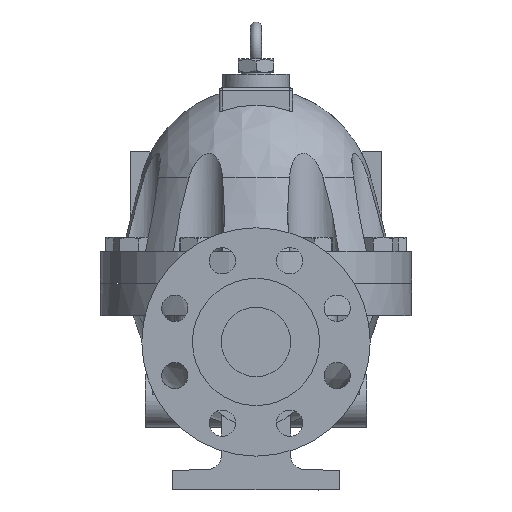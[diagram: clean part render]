
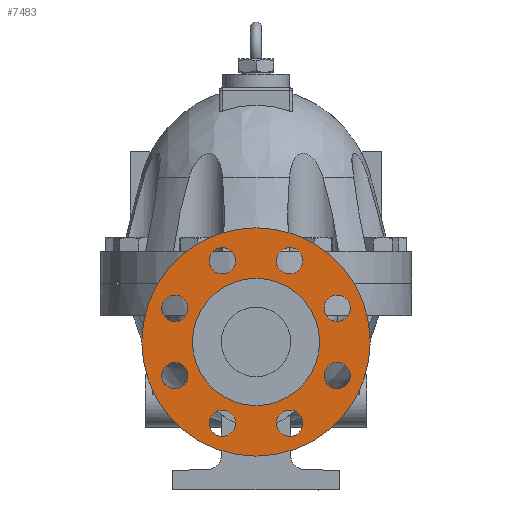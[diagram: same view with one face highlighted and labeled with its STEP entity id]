
A CAD part, left-side view. The second image highlights one B-rep face of the part: STEP entity #7483.
In plain terms, the highlighted planar face has unit normal (-1, 0, 0).
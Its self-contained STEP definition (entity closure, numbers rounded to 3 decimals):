
#1411=PLANE('',#7981);
#1655=FACE_BOUND('',#2259,.T.);
#1656=FACE_BOUND('',#2260,.T.);
#1657=FACE_BOUND('',#2261,.T.);
#1658=FACE_BOUND('',#2262,.T.);
#1659=FACE_BOUND('',#2263,.T.);
#1660=FACE_BOUND('',#2264,.T.);
#1661=FACE_BOUND('',#2265,.T.);
#1662=FACE_BOUND('',#2266,.T.);
#1663=FACE_BOUND('',#2267,.T.);
#1766=FACE_OUTER_BOUND('',#2258,.T.);
#2258=EDGE_LOOP('',(#5091));
#2259=EDGE_LOOP('',(#5092));
#2260=EDGE_LOOP('',(#5093));
#2261=EDGE_LOOP('',(#5094));
#2262=EDGE_LOOP('',(#5095));
#2263=EDGE_LOOP('',(#5096));
#2264=EDGE_LOOP('',(#5097));
#2265=EDGE_LOOP('',(#5098));
#2266=EDGE_LOOP('',(#5099));
#2267=EDGE_LOOP('',(#5100));
#2818=CIRCLE('',#7951,9.5);
#2820=CIRCLE('',#7954,9.5);
#2822=CIRCLE('',#7957,9.5);
#2824=CIRCLE('',#7960,9.5);
#2826=CIRCLE('',#7963,9.5);
#2828=CIRCLE('',#7966,9.5);
#2830=CIRCLE('',#7969,9.5);
#2832=CIRCLE('',#7972,9.5);
#2837=CIRCLE('',#7980,45.95);
#2838=CIRCLE('',#7982,82.5);
#3161=VERTEX_POINT('',#10851);
#3163=VERTEX_POINT('',#10856);
#3165=VERTEX_POINT('',#10861);
#3167=VERTEX_POINT('',#10866);
#3169=VERTEX_POINT('',#10871);
#3171=VERTEX_POINT('',#10876);
#3173=VERTEX_POINT('',#10881);
#3175=VERTEX_POINT('',#10886);
#3180=VERTEX_POINT('',#10899);
#3181=VERTEX_POINT('',#10902);
#3914=EDGE_CURVE('',#3161,#3161,#2818,.T.);
#3916=EDGE_CURVE('',#3163,#3163,#2820,.T.);
#3918=EDGE_CURVE('',#3165,#3165,#2822,.T.);
#3920=EDGE_CURVE('',#3167,#3167,#2824,.T.);
#3922=EDGE_CURVE('',#3169,#3169,#2826,.T.);
#3924=EDGE_CURVE('',#3171,#3171,#2828,.T.);
#3926=EDGE_CURVE('',#3173,#3173,#2830,.T.);
#3928=EDGE_CURVE('',#3175,#3175,#2832,.T.);
#3933=EDGE_CURVE('',#3180,#3180,#2837,.T.);
#3934=EDGE_CURVE('',#3181,#3181,#2838,.T.);
#5091=ORIENTED_EDGE('',*,*,#3934,.T.);
#5092=ORIENTED_EDGE('',*,*,#3914,.T.);
#5093=ORIENTED_EDGE('',*,*,#3916,.T.);
#5094=ORIENTED_EDGE('',*,*,#3918,.T.);
#5095=ORIENTED_EDGE('',*,*,#3920,.T.);
#5096=ORIENTED_EDGE('',*,*,#3922,.T.);
#5097=ORIENTED_EDGE('',*,*,#3924,.T.);
#5098=ORIENTED_EDGE('',*,*,#3926,.T.);
#5099=ORIENTED_EDGE('',*,*,#3928,.T.);
#5100=ORIENTED_EDGE('',*,*,#3933,.F.);
#7483=ADVANCED_FACE('',(#1766,#1655,#1656,#1657,#1658,#1659,#1660,#1661,
#1662,#1663),#1411,.F.);
#7951=AXIS2_PLACEMENT_3D('',#10852,#8770,#8771);
#7954=AXIS2_PLACEMENT_3D('',#10857,#8776,#8777);
#7957=AXIS2_PLACEMENT_3D('',#10862,#8782,#8783);
#7960=AXIS2_PLACEMENT_3D('',#10867,#8788,#8789);
#7963=AXIS2_PLACEMENT_3D('',#10872,#8794,#8795);
#7966=AXIS2_PLACEMENT_3D('',#10877,#8800,#8801);
#7969=AXIS2_PLACEMENT_3D('',#10882,#8806,#8807);
#7972=AXIS2_PLACEMENT_3D('',#10887,#8812,#8813);
#7980=AXIS2_PLACEMENT_3D('',#10900,#8828,#8829);
#7981=AXIS2_PLACEMENT_3D('',#10901,#8830,#8831);
#7982=AXIS2_PLACEMENT_3D('',#10903,#8832,#8833);
#8770=DIRECTION('center_axis',(1.,0.,0.));
#8771=DIRECTION('ref_axis',(0.,0.707,-0.707));
#8776=DIRECTION('center_axis',(1.,0.,0.));
#8777=DIRECTION('ref_axis',(0.,1.,0.));
#8782=DIRECTION('center_axis',(1.,0.,0.));
#8783=DIRECTION('ref_axis',(0.,0.707,0.707));
#8788=DIRECTION('center_axis',(1.,0.,0.));
#8789=DIRECTION('ref_axis',(0.,0.,1.));
#8794=DIRECTION('center_axis',(1.,0.,0.));
#8795=DIRECTION('ref_axis',(0.,-0.707,0.707));
#8800=DIRECTION('center_axis',(1.,0.,0.));
#8801=DIRECTION('ref_axis',(0.,-1.,0.));
#8806=DIRECTION('center_axis',(1.,0.,0.));
#8807=DIRECTION('ref_axis',(0.,-0.707,-0.707));
#8812=DIRECTION('center_axis',(1.,0.,0.));
#8813=DIRECTION('ref_axis',(0.,0.,-1.));
#8828=DIRECTION('center_axis',(-1.,0.,0.));
#8829=DIRECTION('ref_axis',(0.,0.,1.));
#8830=DIRECTION('center_axis',(1.,0.,0.));
#8831=DIRECTION('ref_axis',(0.,0.,-1.));
#8832=DIRECTION('center_axis',(-1.,0.,0.));
#8833=DIRECTION('ref_axis',(0.,0.,1.));
#10851=CARTESIAN_POINT('',(-288.6,-17.583,9.949));
#10852=CARTESIAN_POINT('Origin',(-288.6,-24.3,16.666));
#10856=CARTESIAN_POINT('',(-288.6,-49.166,-17.7));
#10857=CARTESIAN_POINT('Origin',(-288.6,-58.666,-17.7));
#10861=CARTESIAN_POINT('',(-288.6,-51.949,-59.583));
#10862=CARTESIAN_POINT('Origin',(-288.6,-58.666,-66.3));
#10866=CARTESIAN_POINT('',(-288.6,-24.3,-91.166));
#10867=CARTESIAN_POINT('Origin',(-288.6,-24.3,-100.666));
#10871=CARTESIAN_POINT('',(-288.6,17.583,-93.949));
#10872=CARTESIAN_POINT('Origin',(-288.6,24.3,-100.666));
#10876=CARTESIAN_POINT('',(-288.6,49.166,-66.3));
#10877=CARTESIAN_POINT('Origin',(-288.6,58.666,-66.3));
#10881=CARTESIAN_POINT('',(-288.6,51.949,-24.417));
#10882=CARTESIAN_POINT('Origin',(-288.6,58.666,-17.7));
#10886=CARTESIAN_POINT('',(-288.6,24.3,7.166));
#10887=CARTESIAN_POINT('Origin',(-288.6,24.3,16.666));
#10899=CARTESIAN_POINT('',(-288.6,0.,3.95));
#10900=CARTESIAN_POINT('Origin',(-288.6,0.,-42.));
#10901=CARTESIAN_POINT('Origin',(-288.6,0.,40.5));
#10902=CARTESIAN_POINT('',(-288.6,0.,40.5));
#10903=CARTESIAN_POINT('Origin',(-288.6,0.,-42.));
